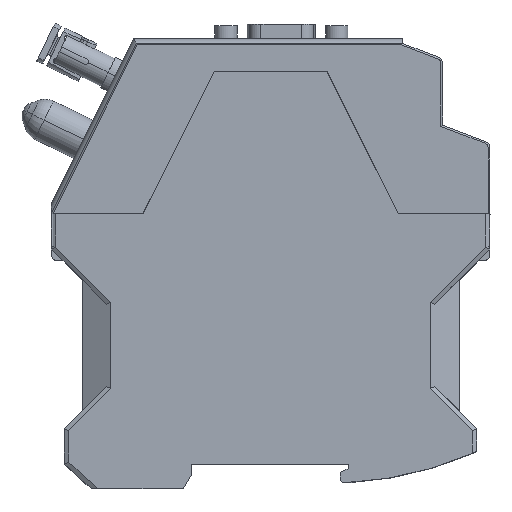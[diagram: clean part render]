
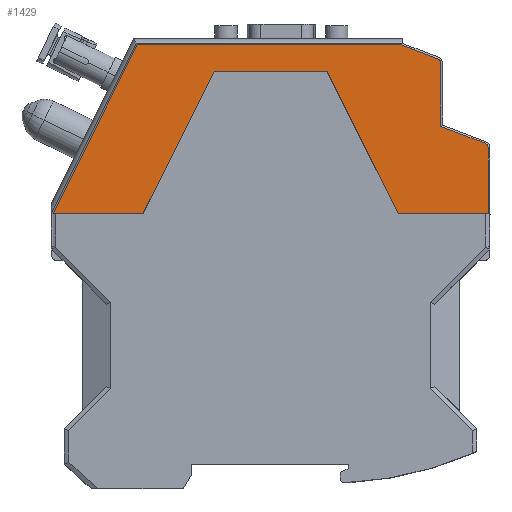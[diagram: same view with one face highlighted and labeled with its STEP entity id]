
A CAD part, top view. The second image highlights one B-rep face of the part: STEP entity #1429.
In plain terms, the highlighted planar face has unit normal (0, 0, 1).
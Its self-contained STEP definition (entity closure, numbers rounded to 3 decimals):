
#39 = VERTEX_POINT ( 'NONE', #7127 ) ;
#41 = EDGE_CURVE ( 'NONE', #42, #39, #7126, .T. ) ;
#42 = VERTEX_POINT ( 'NONE', #7122 ) ;
#56 = VERTEX_POINT ( 'NONE', #7063 ) ;
#62 = EDGE_CURVE ( 'NONE', #56, #42, #7056, .T. ) ;
#259 = EDGE_CURVE ( 'NONE', #260, #261, #7698, .T. ) ;
#260 = VERTEX_POINT ( 'NONE', #7682 ) ;
#261 = VERTEX_POINT ( 'NONE', #7681 ) ;
#350 = VERTEX_POINT ( 'NONE', #7975 ) ;
#352 = EDGE_CURVE ( 'NONE', #39, #350, #7974, .T. ) ;
#390 = VERTEX_POINT ( 'NONE', #7952 ) ;
#398 = VERTEX_POINT ( 'NONE', #8056 ) ;
#400 = EDGE_CURVE ( 'NONE', #390, #398, #8055, .T. ) ;
#479 = EDGE_CURVE ( 'NONE', #350, #652, #8209, .T. ) ;
#504 = EDGE_CURVE ( 'NONE', #652, #260, #8127, .T. ) ;
#652 = VERTEX_POINT ( 'NONE', #8298 ) ;
#842 = VERTEX_POINT ( 'NONE', #8793 ) ;
#844 = EDGE_CURVE ( 'NONE', #1351, #842, #8792, .T. ) ;
#1258 = VERTEX_POINT ( 'NONE', #9322 ) ;
#1297 = EDGE_CURVE ( 'NONE', #842, #390, #8443, .T. ) ;
#1298 = ORIENTED_EDGE ( 'NONE', *, *, #400, .T. ) ;
#1299 = ORIENTED_EDGE ( 'NONE', *, *, #1300, .T. ) ;
#1300 = EDGE_CURVE ( 'NONE', #398, #1301, #9600, .T. ) ;
#1301 = VERTEX_POINT ( 'NONE', #9486 ) ;
#1302 = ORIENTED_EDGE ( 'NONE', *, *, #1303, .T. ) ;
#1303 = EDGE_CURVE ( 'NONE', #1301, #1304, #9467, .T. ) ;
#1304 = VERTEX_POINT ( 'NONE', #9463 ) ;
#1305 = ORIENTED_EDGE ( 'NONE', *, *, #1306, .T. ) ;
#1306 = EDGE_CURVE ( 'NONE', #1304, #56, #9574, .T. ) ;
#1307 = ORIENTED_EDGE ( 'NONE', *, *, #62, .T. ) ;
#1308 = ORIENTED_EDGE ( 'NONE', *, *, #41, .T. ) ;
#1309 = ORIENTED_EDGE ( 'NONE', *, *, #352, .T. ) ;
#1310 = ORIENTED_EDGE ( 'NONE', *, *, #479, .T. ) ;
#1311 = ORIENTED_EDGE ( 'NONE', *, *, #504, .T. ) ;
#1312 = ORIENTED_EDGE ( 'NONE', *, *, #259, .T. ) ;
#1351 = VERTEX_POINT ( 'NONE', #9621 ) ;
#1353 = EDGE_CURVE ( 'NONE', #1258, #1351, #9620, .T. ) ;
#1429 = ADVANCED_FACE ( 'NONE', ( #9535 ), #9533, .T. ) ;
#1430 = EDGE_LOOP ( 'NONE', ( #1431, #1457, #1458, #1459, #1298, #1299, #1302, #1305, #1307, #1308, #1309, #1310, #1311, #1312 ) ) ;
#1431 = ORIENTED_EDGE ( 'NONE', *, *, #1456, .F. ) ;
#1456 = EDGE_CURVE ( 'NONE', #1258, #261, #9583, .T. ) ;
#1457 = ORIENTED_EDGE ( 'NONE', *, *, #1353, .T. ) ;
#1458 = ORIENTED_EDGE ( 'NONE', *, *, #844, .T. ) ;
#1459 = ORIENTED_EDGE ( 'NONE', *, *, #1297, .T. ) ;
#7052 = DIRECTION ( 'NONE',  ( -1., 0., 0. ) ) ;
#7053 = DIRECTION ( 'NONE',  ( 0., 0., 1. ) ) ;
#7054 = CARTESIAN_POINT ( 'NONE',  ( 48., 83.368, 35.2 ) ) ;
#7055 = AXIS2_PLACEMENT_3D ( 'NONE', #7054, #7053, #7052 ) ;
#7056 = CIRCLE ( 'NONE', #7055, 1.1 ) ;
#7063 = CARTESIAN_POINT ( 'NONE',  ( 49.1, 83.368, 35.2 ) ) ;
#7122 = CARTESIAN_POINT ( 'NONE',  ( 48.394, 84.396, 35.2 ) ) ;
#7123 = DIRECTION ( 'NONE',  ( -0.934, 0.358, 0. ) ) ;
#7124 = VECTOR ( 'NONE', #7123, 1000. ) ;
#7125 = CARTESIAN_POINT ( 'NONE',  ( 48.394, 84.396, 35.2 ) ) ;
#7126 = LINE ( 'NONE', #7125, #7124 ) ;
#7127 = CARTESIAN_POINT ( 'NONE',  ( 38.4, 88.225, 35.2 ) ) ;
#7681 = CARTESIAN_POINT ( 'NONE',  ( -30.066, 106.6, 35.2 ) ) ;
#7682 = CARTESIAN_POINT ( 'NONE',  ( 29.526, 106.6, 35.2 ) ) ;
#7683 = DIRECTION ( 'NONE',  ( -1., 0., 0. ) ) ;
#7684 = VECTOR ( 'NONE', #7683, 1000. ) ;
#7698 = LINE ( 'NONE', #7702, #7684 ) ;
#7702 = CARTESIAN_POINT ( 'NONE',  ( 0.023, 106.6, 35.2 ) ) ;
#7952 = CARTESIAN_POINT ( 'NONE',  ( -12.753, 100.7, 35.2 ) ) ;
#7971 = DIRECTION ( 'NONE',  ( 0., 1., 0. ) ) ;
#7972 = VECTOR ( 'NONE', #7971, 1000. ) ;
#7973 = CARTESIAN_POINT ( 'NONE',  ( 38.4, 87.55, 35.2 ) ) ;
#7974 = LINE ( 'NONE', #7973, #7972 ) ;
#7975 = CARTESIAN_POINT ( 'NONE',  ( 38.4, 102.438, 35.2 ) ) ;
#8052 = DIRECTION ( 'NONE',  ( 1., 0., 0. ) ) ;
#8053 = VECTOR ( 'NONE', #8052, 1000. ) ;
#8054 = CARTESIAN_POINT ( 'NONE',  ( 0.023, 100.7, 35.2 ) ) ;
#8055 = LINE ( 'NONE', #8054, #8053 ) ;
#8056 = CARTESIAN_POINT ( 'NONE',  ( 12.753, 100.7, 35.2 ) ) ;
#8119 = DIRECTION ( 'NONE',  ( -0.934, 0.358, 0. ) ) ;
#8120 = VECTOR ( 'NONE', #8119, 1000. ) ;
#8121 = CARTESIAN_POINT ( 'NONE',  ( 37.694, 103.464, 35.2 ) ) ;
#8127 = LINE ( 'NONE', #8121, #8120 ) ;
#8143 = DIRECTION ( 'NONE',  ( -1., 0., 0. ) ) ;
#8144 = DIRECTION ( 'NONE',  ( 0., 0., 1. ) ) ;
#8145 = CARTESIAN_POINT ( 'NONE',  ( 37.3, 102.438, 35.2 ) ) ;
#8146 = AXIS2_PLACEMENT_3D ( 'NONE', #8145, #8144, #8143 ) ;
#8209 = CIRCLE ( 'NONE', #8146, 1.1 ) ;
#8298 = CARTESIAN_POINT ( 'NONE',  ( 37.694, 103.464, 35.2 ) ) ;
#8443 = LINE ( 'NONE', #8936, #9485 ) ;
#8789 = DIRECTION ( 'NONE',  ( 1., 0., 0. ) ) ;
#8790 = VECTOR ( 'NONE', #8789, 1000. ) ;
#8791 = CARTESIAN_POINT ( 'NONE',  ( -49.053, 68.5, 35.2 ) ) ;
#8792 = LINE ( 'NONE', #8791, #8790 ) ;
#8793 = CARTESIAN_POINT ( 'NONE',  ( -28.8, 68.5, 35.2 ) ) ;
#8936 = CARTESIAN_POINT ( 'NONE',  ( -28.8, 68.5, 35.2 ) ) ;
#9322 = CARTESIAN_POINT ( 'NONE',  ( -46.063, 74.5, 35.2 ) ) ;
#9463 = CARTESIAN_POINT ( 'NONE',  ( 49.1, 68.5, 35.2 ) ) ;
#9464 = DIRECTION ( 'NONE',  ( 1., 0., 0. ) ) ;
#9465 = VECTOR ( 'NONE', #9464, 1000. ) ;
#9466 = CARTESIAN_POINT ( 'NONE',  ( 0.023, 68.5, 35.2 ) ) ;
#9467 = LINE ( 'NONE', #9466, #9465 ) ;
#9485 = VECTOR ( 'NONE', #9539, 1000. ) ;
#9486 = CARTESIAN_POINT ( 'NONE',  ( 28.8, 68.5, 35.2 ) ) ;
#9487 = DIRECTION ( 'NONE',  ( 0.446, -0.895, 0. ) ) ;
#9529 = DIRECTION ( 'NONE',  ( 1., 0., 0. ) ) ;
#9530 = DIRECTION ( 'NONE',  ( 0., 0., 1. ) ) ;
#9531 = CARTESIAN_POINT ( 'NONE',  ( 33.757, 73.3, 35.2 ) ) ;
#9532 = AXIS2_PLACEMENT_3D ( 'NONE', #9531, #9530, #9529 ) ;
#9533 = PLANE ( 'NONE',  #9532 ) ;
#9535 = FACE_OUTER_BOUND ( 'NONE', #1430, .T. ) ;
#9539 = DIRECTION ( 'NONE',  ( 0.446, 0.895, 0. ) ) ;
#9540 = VECTOR ( 'NONE', #9487, 1000. ) ;
#9541 = CARTESIAN_POINT ( 'NONE',  ( 12.753, 100.7, 35.2 ) ) ;
#9571 = DIRECTION ( 'NONE',  ( 0., 1., 0. ) ) ;
#9572 = VECTOR ( 'NONE', #9571, 1000. ) ;
#9573 = CARTESIAN_POINT ( 'NONE',  ( 49.1, 68.5, 35.2 ) ) ;
#9574 = LINE ( 'NONE', #9573, #9572 ) ;
#9580 = DIRECTION ( 'NONE',  ( 0.446, 0.895, 0. ) ) ;
#9581 = VECTOR ( 'NONE', #9580, 1000. ) ;
#9582 = CARTESIAN_POINT ( 'NONE',  ( -62.799, 40.917, 35.2 ) ) ;
#9583 = LINE ( 'NONE', #9582, #9581 ) ;
#9600 = LINE ( 'NONE', #9541, #9540 ) ;
#9617 = DIRECTION ( 'NONE',  ( -0.446, -0.895, 0. ) ) ;
#9618 = VECTOR ( 'NONE', #9617, 1000. ) ;
#9619 = CARTESIAN_POINT ( 'NONE',  ( -46.063, 74.5, 35.2 ) ) ;
#9620 = LINE ( 'NONE', #9619, #9618 ) ;
#9621 = CARTESIAN_POINT ( 'NONE',  ( -49.053, 68.5, 35.2 ) ) ;
